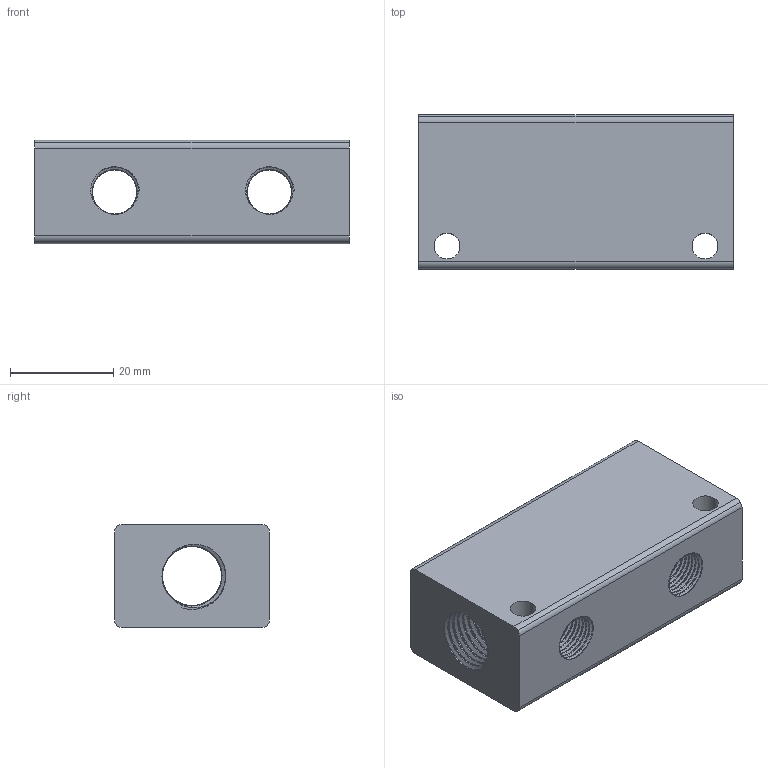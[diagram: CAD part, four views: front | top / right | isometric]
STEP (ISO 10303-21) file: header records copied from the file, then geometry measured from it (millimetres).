
FILE_DESCRIPTION(( 'RA.56.218.14.stp' ), '1');
FILE_NAME( 'RA.56.218.14.stp', '2018-10-12T10:51:02',( 'Sopra'),('sopra-pneumatic.com'), 'SwSTEP 2.0','SolidWorks 2009','' );
FILE_SCHEMA(('CONFIG_CONTROL_DESIGN'));
Length unit declared in the file: millimetre
Products named in the file (2): AU_000_1; PART1
Assembly tree (1 placements, depth 2):
  AU_000_1
    PART1
Bounding box: 61 x 30 x 20 mm (x, y, z)
Volume: 26617.9 mm3; surface area: 11503.7 mm2
Topology: 1 solids, 1 shells, 158 faces, 460 edges, 308 vertices
Faces by surface type: cylinder 116, bspline 30, plane 12
Entity records: 36062 total; most frequent: CARTESIAN_POINT 32355, ORIENTED_EDGE 920, DIRECTION 480, EDGE_CURVE 460, VERTEX_POINT 308, B_SPLINE_CURVE_WITH_KNOTS 288, AXIS2_PLACEMENT_3D 178, EDGE_LOOP 176
